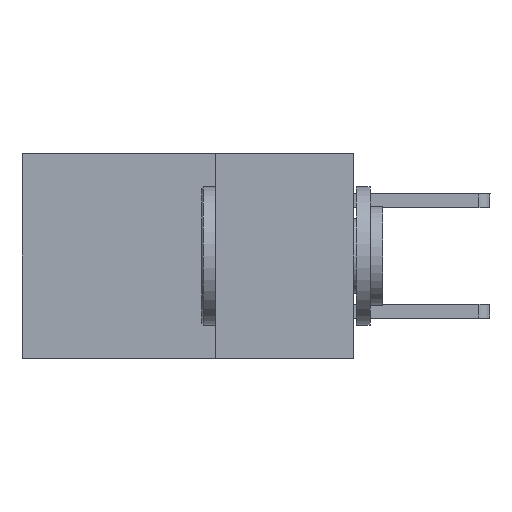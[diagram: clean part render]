
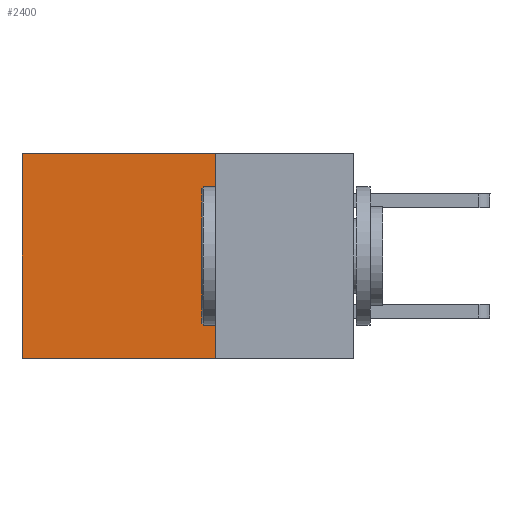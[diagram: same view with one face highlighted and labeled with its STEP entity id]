
A CAD part, left-side view. The second image highlights one B-rep face of the part: STEP entity #2400.
In plain terms, the highlighted planar face has unit normal (-1, 0, 0).
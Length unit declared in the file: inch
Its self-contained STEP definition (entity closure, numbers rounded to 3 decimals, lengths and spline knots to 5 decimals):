
#173 = DIRECTION ( 'NONE',  ( 1., 0., 0. ) ) ;
#414 = PLANE ( 'NONE',  #9727 ) ;
#594 = EDGE_CURVE ( 'NONE', #3255, #2887, #5824, .T. ) ;
#679 = EDGE_CURVE ( 'NONE', #1334, #3255, #5130, .T. ) ;
#715 = CARTESIAN_POINT ( 'NONE',  ( 0.2875, 0.25, 0. ) ) ;
#1334 = VERTEX_POINT ( 'NONE', #8852 ) ;
#1637 = CARTESIAN_POINT ( 'NONE',  ( 0.2875, 0.6, 0. ) ) ;
#1661 = VECTOR ( 'NONE', #6434, 39.37008 ) ;
#2400 = ADVANCED_FACE ( 'NONE', ( #9479 ), #414, .F. ) ;
#2887 = VERTEX_POINT ( 'NONE', #8690 ) ;
#3099 = VECTOR ( 'NONE', #9688, 39.37008 ) ;
#3140 = VERTEX_POINT ( 'NONE', #5864 ) ;
#3255 = VERTEX_POINT ( 'NONE', #4449 ) ;
#3802 = CARTESIAN_POINT ( 'NONE',  ( 0.2875, 0.25, 0. ) ) ;
#4243 = CARTESIAN_POINT ( 'NONE',  ( 0.2875, 0.25, 0. ) ) ;
#4449 = CARTESIAN_POINT ( 'NONE',  ( 0.2875, 0.6, 0. ) ) ;
#5130 = LINE ( 'NONE', #715, #3099 ) ;
#5389 = CARTESIAN_POINT ( 'NONE',  ( 0.2875, 0.25, -0.37 ) ) ;
#5751 = ORIENTED_EDGE ( 'NONE', *, *, #6475, .F. ) ;
#5824 = LINE ( 'NONE', #1637, #1661 ) ;
#5864 = CARTESIAN_POINT ( 'NONE',  ( 0.2875, 0.25, -0.37 ) ) ;
#6175 = LINE ( 'NONE', #5389, #8071 ) ;
#6208 = LINE ( 'NONE', #3802, #10062 ) ;
#6434 = DIRECTION ( 'NONE',  ( 0., 0., -1. ) ) ;
#6475 = EDGE_CURVE ( 'NONE', #1334, #3140, #6208, .T. ) ;
#7511 = EDGE_LOOP ( 'NONE', ( #7667, #9655, #5751, #8374 ) ) ;
#7667 = ORIENTED_EDGE ( 'NONE', *, *, #594, .T. ) ;
#7680 = DIRECTION ( 'NONE',  ( 0., 0., -1. ) ) ;
#7774 = DIRECTION ( 'NONE',  ( 0., 1., 0. ) ) ;
#8071 = VECTOR ( 'NONE', #7774, 39.37008 ) ;
#8326 = EDGE_CURVE ( 'NONE', #3140, #2887, #6175, .T. ) ;
#8374 = ORIENTED_EDGE ( 'NONE', *, *, #679, .T. ) ;
#8690 = CARTESIAN_POINT ( 'NONE',  ( 0.2875, 0.6, -0.37 ) ) ;
#8852 = CARTESIAN_POINT ( 'NONE',  ( 0.2875, 0.25, 0. ) ) ;
#9479 = FACE_OUTER_BOUND ( 'NONE', #7511, .T. ) ;
#9655 = ORIENTED_EDGE ( 'NONE', *, *, #8326, .F. ) ;
#9688 = DIRECTION ( 'NONE',  ( 0., 1., 0. ) ) ;
#9727 = AXIS2_PLACEMENT_3D ( 'NONE', #4243, #173, #10145 ) ;
#10062 = VECTOR ( 'NONE', #7680, 39.37008 ) ;
#10145 = DIRECTION ( 'NONE',  ( 0., 0., -1. ) ) ;
